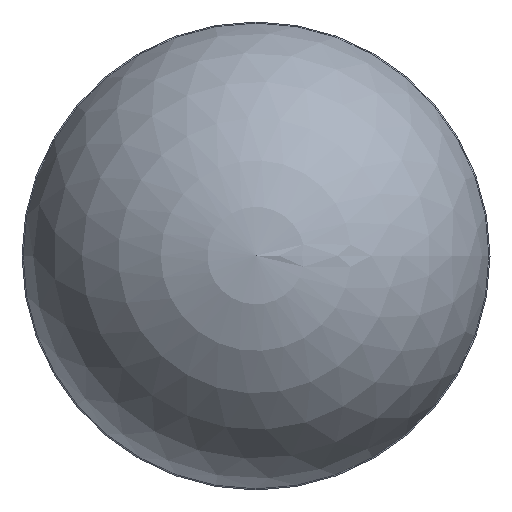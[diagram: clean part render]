
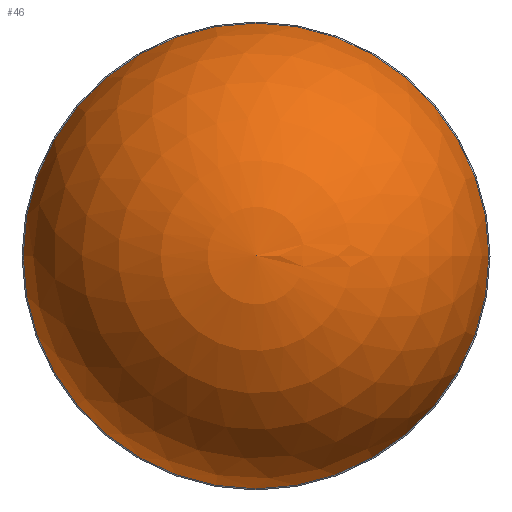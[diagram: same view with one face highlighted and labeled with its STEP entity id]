
A CAD part, top view. The second image highlights one B-rep face of the part: STEP entity #46.
In plain terms, the highlighted spherical face has radius 20.5 mm.
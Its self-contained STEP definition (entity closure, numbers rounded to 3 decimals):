
#46 = ADVANCED_FACE( '', ( #93 ), #94, .T. );
#93 = FACE_OUTER_BOUND( '', #131, .T. );
#94 = SPHERICAL_SURFACE( '', #132, 20.5 );
#131 = EDGE_LOOP( '', ( #177 ) );
#132 = AXIS2_PLACEMENT_3D( '', #178, #179, #180 );
#177 = ORIENTED_EDGE( '', *, *, #186, .F. );
#178 = CARTESIAN_POINT( '', ( 0., 0., 18.5 ) );
#179 = DIRECTION( '', ( 0., 0., 1. ) );
#180 = DIRECTION( '', ( 1., 0., 0. ) );
#186 = EDGE_CURVE( '', #205, #205, #206, .F. );
#205 = VERTEX_POINT( '', #227 );
#206 = CIRCLE( '', #228, 20.393 );
#227 = CARTESIAN_POINT( '', ( 20.393, 0., 20.593 ) );
#228 = AXIS2_PLACEMENT_3D( '', #250, #251, #252 );
#250 = CARTESIAN_POINT( '', ( 0., 0., 20.593 ) );
#251 = DIRECTION( '', ( 0., 0., 1. ) );
#252 = DIRECTION( '', ( 1., 0., 0. ) );
